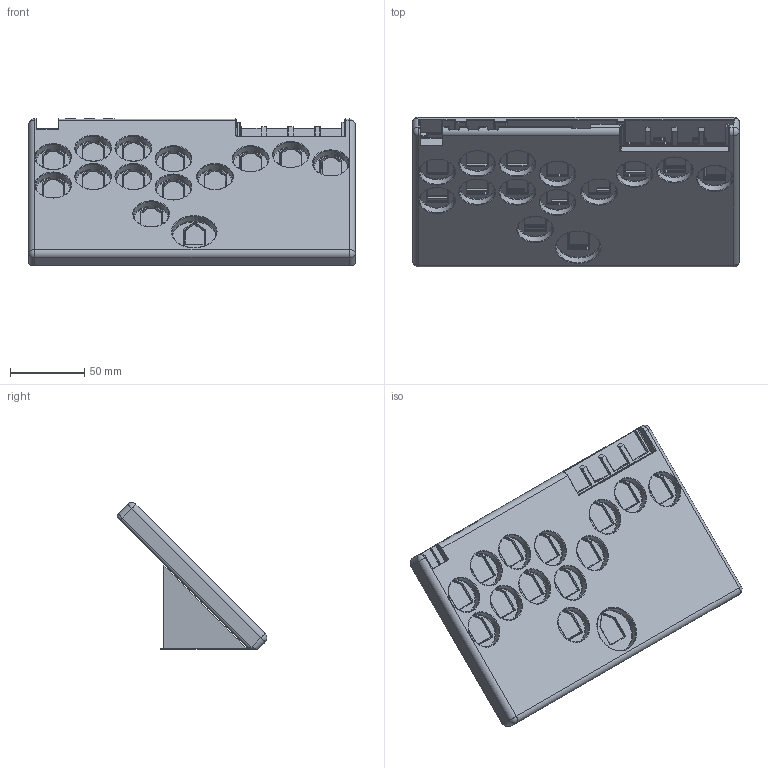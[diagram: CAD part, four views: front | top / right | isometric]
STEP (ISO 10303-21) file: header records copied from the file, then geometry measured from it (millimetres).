
FILE_DESCRIPTION(/* description */ (''),/* implementation_level */ '2;1');
FILE_NAME(/* name */ '2024-mirror v4.step',/* time_stamp */ '2024-05-11T13:17:02-07:00',/* author */ (''),/* organization */ (''),/* preprocessor_version */ 'ST-DEVELOPER v20',/* originating_system */ 'Autodesk Translation Framework v12.20.1.177',/* authorisation */ '');
FILE_SCHEMA (('AUTOMOTIVE_DESIGN { 1 0 10303 214 3 1 1 }'));
Length unit declared in the file: millimetre
Products named in the file (1): 2024-mirror
Bounding box: 220 x 100.73 x 98.75 mm (x, y, z)
Volume: 314352.3 mm3; surface area: 114385.5 mm2
Topology: 3 solids, 3 shells, 1088 faces, 2681 edges, 1602 vertices
Faces by surface type: cylinder 435, plane 347, torus 231, sphere 46, bspline 29
Full cylindrical faces by diameter (mm): 24 x13, 30 x1
Entity records: 32969 total; most frequent: CARTESIAN_POINT 6676, DIRECTION 5885, ORIENTED_EDGE 5362, EDGE_CURVE 2681, AXIS2_PLACEMENT_3D 2257, VERTEX_POINT 1602, LINE 1371, VECTOR 1371
